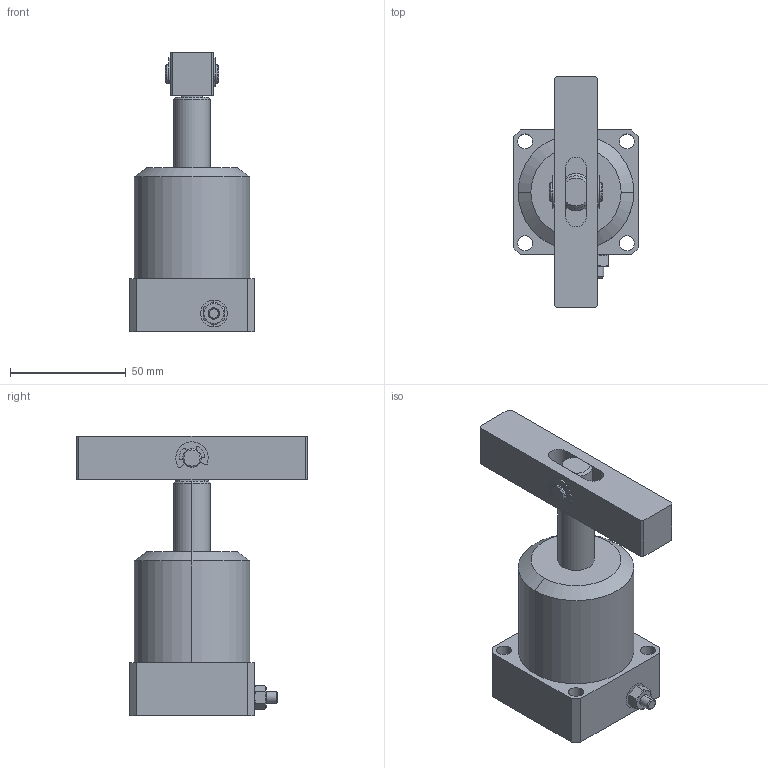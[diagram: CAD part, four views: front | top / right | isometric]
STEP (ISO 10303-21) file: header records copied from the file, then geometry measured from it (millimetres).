
FILE_DESCRIPTION (( 'STEP AP203' ), '1' );
FILE_NAME ('HCAS-MF32D.STEP', '2019-10-14T08:56:12', ( '微软用户' ), ( '微软中国' ), 'SwSTEP 2.0', 'SolidWorks 2012', '' );
FILE_SCHEMA (( 'CONFIG_CONTROL_DESIGN' ));
Length unit declared in the file: millimetre
Products named in the file (7): HCAS-MF32D; HCAS-MF32D邧旋; 覃厒概; 縐遠8; HCAS-MF32D活塞杆; HCAS-MF32DÏú; HCAS-MF32掛极
Assembly tree (7 placements, depth 2):
  HCAS-MF32D
    HCAS-MF32掛极
    HCAS-MF32DÏú
    HCAS-MF32D活塞杆
    縐遠8  x2
    覃厒概
    HCAS-MF32D邧旋
Bounding box: 54 x 100 x 121 mm (x, y, z)
Volume: 175881.9 mm3; surface area: 42847.2 mm2
Topology: 7 solids, 7 shells, 247 faces, 610 edges, 397 vertices
Faces by surface type: plane 107, cylinder 98, cone 20, bspline 16, torus 6
Entity records: 7949 total; most frequent: CARTESIAN_POINT 2036, DIRECTION 1084, ORIENTED_EDGE 1048, EDGE_CURVE 524, AXIS2_PLACEMENT_3D 397, VERTEX_POINT 341, LINE 290, VECTOR 290
